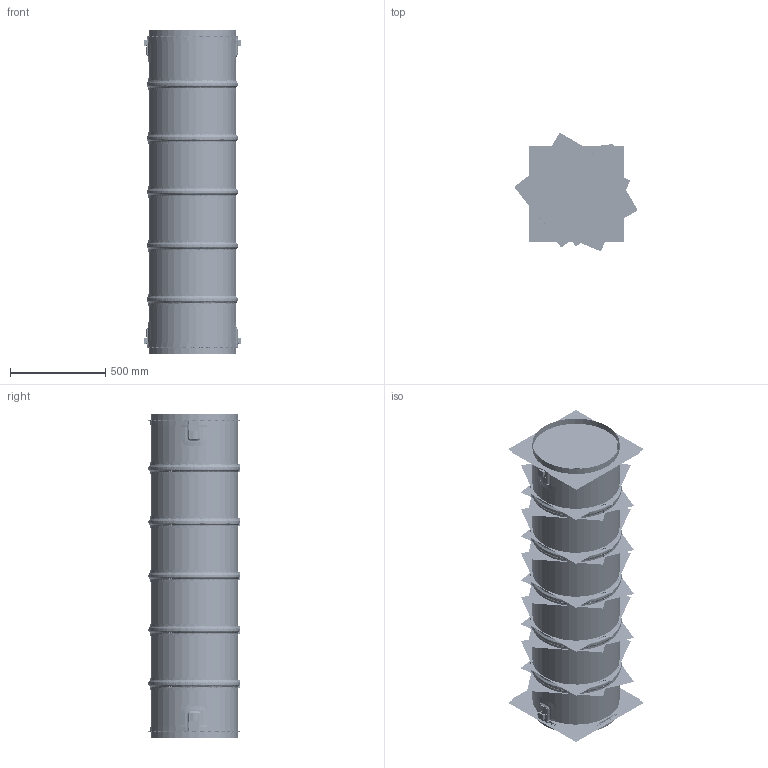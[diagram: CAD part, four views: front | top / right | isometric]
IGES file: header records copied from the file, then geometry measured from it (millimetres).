
Start section:  PTC IGES file: PST_Barrel.igs
Global section: file name: PST_Barrel.igs; native system: Pro/ENGINEER by Parametric Technology Corporation; preprocessor: 2002270; author: ericcan; organization: Unknown; date: 040513.153018; units: millimetre
Bounding box: 645.32 x 620.04 x 1696.24 mm (x, y, z)
Surface area: 24717157.5 mm2 (no closed solid volume)
Topology: 0 solids, 0 shells, 6072 faces, 69377 edges, 81419 vertices
Faces by surface type: revolution 3148, bspline 2924
